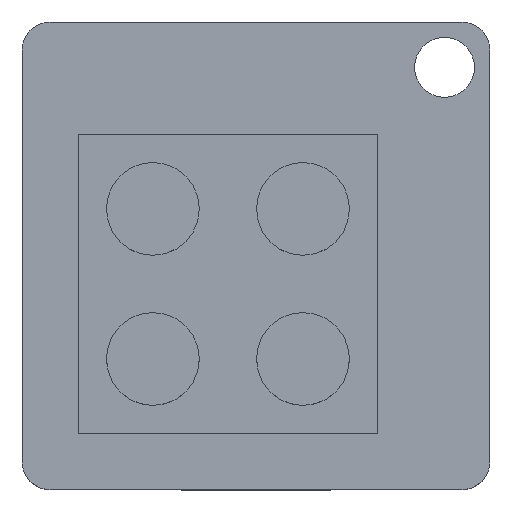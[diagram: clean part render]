
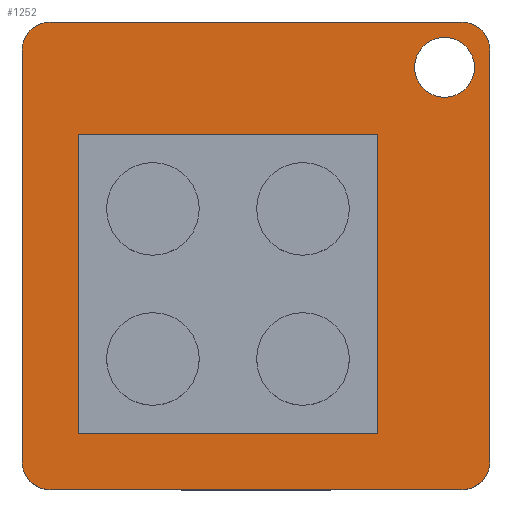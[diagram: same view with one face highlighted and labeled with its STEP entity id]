
A CAD part, top view. The second image highlights one B-rep face of the part: STEP entity #1252.
In plain terms, the highlighted planar face has unit normal (0, 0, 1).
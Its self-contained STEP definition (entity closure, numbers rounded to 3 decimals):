
#28=FACE_BOUND('',#208,.T.);
#29=FACE_BOUND('',#209,.T.);
#63=PLANE('',#1388);
#127=FACE_OUTER_BOUND('',#207,.T.);
#207=EDGE_LOOP('',(#1087,#1088,#1089,#1090,#1091,#1092,#1093,#1094));
#208=EDGE_LOOP('',(#1095));
#209=EDGE_LOOP('',(#1096,#1097,#1098,#1099));
#273=LINE('',#1952,#391);
#276=LINE('',#1958,#394);
#282=LINE('',#1976,#400);
#285=LINE('',#1981,#403);
#287=LINE('',#1985,#405);
#289=LINE('',#1988,#407);
#330=LINE('',#2138,#448);
#331=LINE('',#2143,#449);
#391=VECTOR('',#1568,10.);
#394=VECTOR('',#1573,10.);
#400=VECTOR('',#1591,10.);
#403=VECTOR('',#1596,10.);
#405=VECTOR('',#1600,10.);
#407=VECTOR('',#1604,10.);
#448=VECTOR('',#1731,10.);
#449=VECTOR('',#1736,10.);
#463=CIRCLE('',#1285,1.6);
#513=CIRCLE('',#1389,1.5);
#514=CIRCLE('',#1390,1.5);
#515=CIRCLE('',#1391,1.5);
#516=CIRCLE('',#1392,1.5);
#520=VERTEX_POINT('',#1791);
#580=VERTEX_POINT('',#1949);
#581=VERTEX_POINT('',#1951);
#582=VERTEX_POINT('',#1955);
#583=VERTEX_POINT('',#1957);
#588=VERTEX_POINT('',#1974);
#589=VERTEX_POINT('',#1975);
#590=VERTEX_POINT('',#1980);
#591=VERTEX_POINT('',#1984);
#630=VERTEX_POINT('',#2135);
#631=VERTEX_POINT('',#2137);
#632=VERTEX_POINT('',#2140);
#633=VERTEX_POINT('',#2142);
#639=EDGE_CURVE('',#520,#520,#463,.T.);
#716=EDGE_CURVE('',#581,#580,#273,.T.);
#719=EDGE_CURVE('',#583,#582,#276,.T.);
#725=EDGE_CURVE('',#588,#589,#282,.T.);
#728=EDGE_CURVE('',#590,#588,#285,.T.);
#730=EDGE_CURVE('',#591,#590,#287,.T.);
#732=EDGE_CURVE('',#589,#591,#289,.T.);
#795=EDGE_CURVE('',#582,#630,#513,.T.);
#796=EDGE_CURVE('',#630,#631,#330,.T.);
#797=EDGE_CURVE('',#631,#581,#514,.T.);
#798=EDGE_CURVE('',#580,#632,#515,.T.);
#799=EDGE_CURVE('',#632,#633,#331,.T.);
#800=EDGE_CURVE('',#633,#583,#516,.T.);
#1087=ORIENTED_EDGE('',*,*,#795,.T.);
#1088=ORIENTED_EDGE('',*,*,#796,.T.);
#1089=ORIENTED_EDGE('',*,*,#797,.T.);
#1090=ORIENTED_EDGE('',*,*,#716,.T.);
#1091=ORIENTED_EDGE('',*,*,#798,.T.);
#1092=ORIENTED_EDGE('',*,*,#799,.T.);
#1093=ORIENTED_EDGE('',*,*,#800,.T.);
#1094=ORIENTED_EDGE('',*,*,#719,.T.);
#1095=ORIENTED_EDGE('',*,*,#639,.F.);
#1096=ORIENTED_EDGE('',*,*,#725,.T.);
#1097=ORIENTED_EDGE('',*,*,#732,.T.);
#1098=ORIENTED_EDGE('',*,*,#730,.T.);
#1099=ORIENTED_EDGE('',*,*,#728,.T.);
#1252=ADVANCED_FACE('',(#127,#28,#29),#63,.T.);
#1285=AXIS2_PLACEMENT_3D('',#1793,#1418,#1419);
#1388=AXIS2_PLACEMENT_3D('',#2134,#1727,#1728);
#1389=AXIS2_PLACEMENT_3D('',#2136,#1729,#1730);
#1390=AXIS2_PLACEMENT_3D('',#2139,#1732,#1733);
#1391=AXIS2_PLACEMENT_3D('',#2141,#1734,#1735);
#1392=AXIS2_PLACEMENT_3D('',#2144,#1737,#1738);
#1418=DIRECTION('center_axis',(0.,0.,1.));
#1419=DIRECTION('ref_axis',(-1.,0.,0.));
#1568=DIRECTION('',(-1.,0.,0.));
#1573=DIRECTION('',(1.,0.,0.));
#1591=DIRECTION('',(0.,-1.,0.));
#1596=DIRECTION('',(1.,0.,0.));
#1600=DIRECTION('',(0.,1.,0.));
#1604=DIRECTION('',(-1.,0.,0.));
#1727=DIRECTION('center_axis',(0.,0.,1.));
#1728=DIRECTION('ref_axis',(1.,0.,0.));
#1729=DIRECTION('center_axis',(0.,0.,1.));
#1730=DIRECTION('ref_axis',(0.,-1.,0.));
#1731=DIRECTION('',(0.,1.,0.));
#1732=DIRECTION('center_axis',(0.,0.,1.));
#1733=DIRECTION('ref_axis',(1.,0.,0.));
#1734=DIRECTION('center_axis',(0.,0.,1.));
#1735=DIRECTION('ref_axis',(0.,1.,0.));
#1736=DIRECTION('',(0.,-1.,0.));
#1737=DIRECTION('center_axis',(0.,0.,1.));
#1738=DIRECTION('ref_axis',(-1.,0.,0.));
#1791=CARTESIAN_POINT('',(11.676,10.076,0.5));
#1793=CARTESIAN_POINT('Origin',(10.076,10.076,0.5));
#1949=CARTESIAN_POINT('',(-11.,12.5,0.5));
#1951=CARTESIAN_POINT('',(11.,12.5,0.5));
#1952=CARTESIAN_POINT('',(-5.5,12.5,0.5));
#1955=CARTESIAN_POINT('',(11.,-12.5,0.5));
#1957=CARTESIAN_POINT('',(-11.,-12.5,0.5));
#1958=CARTESIAN_POINT('',(5.5,-12.5,0.5));
#1974=CARTESIAN_POINT('',(6.5,6.5,0.5));
#1975=CARTESIAN_POINT('',(6.5,-9.5,0.5));
#1976=CARTESIAN_POINT('',(6.5,3.25,0.5));
#1980=CARTESIAN_POINT('',(-9.5,6.5,0.5));
#1981=CARTESIAN_POINT('',(-4.75,6.5,0.5));
#1984=CARTESIAN_POINT('',(-9.5,-9.5,0.5));
#1985=CARTESIAN_POINT('',(-9.5,-4.75,0.5));
#1988=CARTESIAN_POINT('',(3.25,-9.5,0.5));
#2134=CARTESIAN_POINT('Origin',(0.,0.,
0.5));
#2135=CARTESIAN_POINT('',(12.5,-11.,0.5));
#2136=CARTESIAN_POINT('Origin',(11.,-11.,0.5));
#2137=CARTESIAN_POINT('',(12.5,11.,0.5));
#2138=CARTESIAN_POINT('',(12.5,5.5,0.5));
#2139=CARTESIAN_POINT('Origin',(11.,11.,0.5));
#2140=CARTESIAN_POINT('',(-12.5,11.,0.5));
#2141=CARTESIAN_POINT('Origin',(-11.,11.,0.5));
#2142=CARTESIAN_POINT('',(-12.5,-11.,0.5));
#2143=CARTESIAN_POINT('',(-12.5,-5.5,0.5));
#2144=CARTESIAN_POINT('Origin',(-11.,-11.,0.5));
